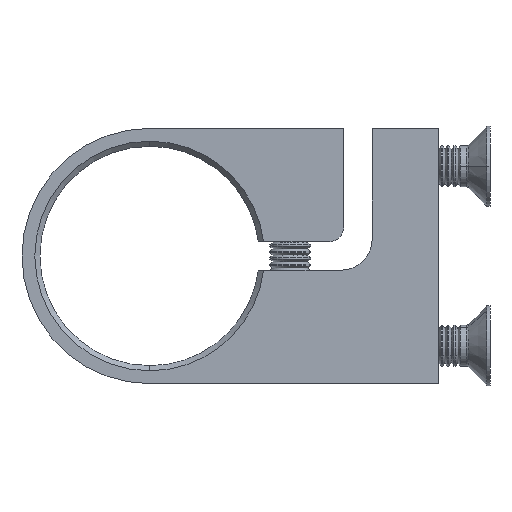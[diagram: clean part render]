
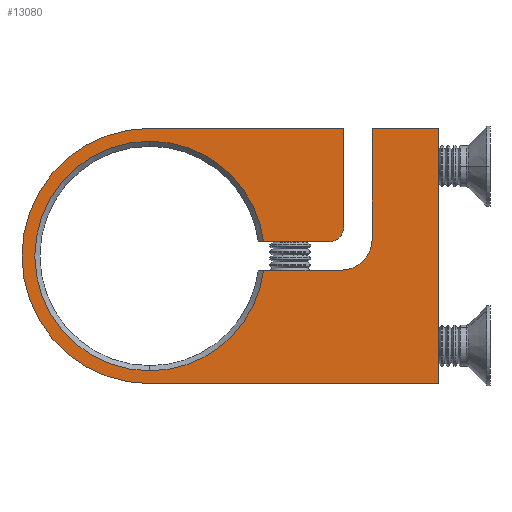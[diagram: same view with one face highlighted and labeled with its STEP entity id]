
A CAD part, left-side view. The second image highlights one B-rep face of the part: STEP entity #13080.
In plain terms, the highlighted planar face has unit normal (-1, 0, 0).
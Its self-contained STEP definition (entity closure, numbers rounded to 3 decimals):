
#18 = VERTEX_POINT ( 'NONE', #7733 ) ;
#488 = DIRECTION ( 'NONE',  ( 0., 0., -1. ) ) ;
#592 = VERTEX_POINT ( 'NONE', #17834 ) ;
#722 = ORIENTED_EDGE ( 'NONE', *, *, #9367, .F. ) ;
#870 = VERTEX_POINT ( 'NONE', #10435 ) ;
#1128 = EDGE_CURVE ( 'NONE', #18, #7526, #10145, .T. ) ;
#1304 = DIRECTION ( 'NONE',  ( 0., 0., -1. ) ) ;
#1576 = EDGE_CURVE ( 'NONE', #10111, #8126, #6401, .T. ) ;
#1668 = EDGE_CURVE ( 'NONE', #13365, #7675, #7445, .T. ) ;
#1727 = DIRECTION ( 'NONE',  ( 0., 0., -1. ) ) ;
#1731 = ORIENTED_EDGE ( 'NONE', *, *, #1128, .T. ) ;
#1976 = CARTESIAN_POINT ( 'NONE',  ( -8., 56.4, 0. ) ) ;
#2286 = ORIENTED_EDGE ( 'NONE', *, *, #5415, .T. ) ;
#2366 = ORIENTED_EDGE ( 'NONE', *, *, #17187, .F. ) ;
#2646 = DIRECTION ( 'NONE',  ( -1., 0., 0. ) ) ;
#2782 = CARTESIAN_POINT ( 'NONE',  ( -8., 56.4, 22.4 ) ) ;
#3300 = LINE ( 'NONE', #9583, #10774 ) ;
#3663 = EDGE_CURVE ( 'NONE', #7526, #592, #20264, .T. ) ;
#3823 = PLANE ( 'NONE',  #6369 ) ;
#3855 = CARTESIAN_POINT ( 'NONE',  ( -8., 56.4, 0. ) ) ;
#4179 = ORIENTED_EDGE ( 'NONE', *, *, #5979, .T. ) ;
#4330 = ORIENTED_EDGE ( 'NONE', *, *, #10470, .T. ) ;
#4380 = CIRCLE ( 'NONE', #20198, 22.4 ) ;
#4601 = CARTESIAN_POINT ( 'NONE',  ( -8., 19., -2.75 ) ) ;
#4901 = CARTESIAN_POINT ( 'NONE',  ( -8., 56.4, 24.9 ) ) ;
#5368 = VECTOR ( 'NONE', #6238, 1000. ) ;
#5415 = EDGE_CURVE ( 'NONE', #9148, #870, #19662, .T. ) ;
#5669 = DIRECTION ( 'NONE',  ( 1., 0., 0. ) ) ;
#5817 = CARTESIAN_POINT ( 'NONE',  ( -8., 35.177, 2.75 ) ) ;
#5921 = CARTESIAN_POINT ( 'NONE',  ( -8., 21.5, 5.75 ) ) ;
#5979 = EDGE_CURVE ( 'NONE', #870, #19747, #4380, .T. ) ;
#6061 = ORIENTED_EDGE ( 'NONE', *, *, #11134, .T. ) ;
#6136 = ORIENTED_EDGE ( 'NONE', *, *, #1668, .F. ) ;
#6238 = DIRECTION ( 'NONE',  ( 0., 1., 0. ) ) ;
#6369 = AXIS2_PLACEMENT_3D ( 'NONE', #14153, #5669, #9091 ) ;
#6401 = CIRCLE ( 'NONE', #20096, 6. ) ;
#6476 = CARTESIAN_POINT ( 'NONE',  ( -8., 34.169, 2.75 ) ) ;
#6680 = CARTESIAN_POINT ( 'NONE',  ( -8., 19., -2.75 ) ) ;
#6681 = EDGE_CURVE ( 'NONE', #19747, #9832, #14259, .T. ) ;
#6703 = DIRECTION ( 'NONE',  ( 1., 0., 0. ) ) ;
#6926 = CARTESIAN_POINT ( 'NONE',  ( -8., 19., 3.25 ) ) ;
#7028 = EDGE_CURVE ( 'NONE', #7831, #592, #3300, .T. ) ;
#7267 = VECTOR ( 'NONE', #9241, 1000. ) ;
#7445 = LINE ( 'NONE', #16615, #17092 ) ;
#7526 = VERTEX_POINT ( 'NONE', #11041 ) ;
#7618 = FACE_OUTER_BOUND ( 'NONE', #18950, .T. ) ;
#7675 = VERTEX_POINT ( 'NONE', #21671 ) ;
#7733 = CARTESIAN_POINT ( 'NONE',  ( -8., 21.5, 2.75 ) ) ;
#7831 = VERTEX_POINT ( 'NONE', #19195 ) ;
#7838 = AXIS2_PLACEMENT_3D ( 'NONE', #8303, #10106, #16611 ) ;
#8126 = VERTEX_POINT ( 'NONE', #6680 ) ;
#8247 = LINE ( 'NONE', #5817, #7267 ) ;
#8248 = VECTOR ( 'NONE', #18525, 1000. ) ;
#8303 = CARTESIAN_POINT ( 'NONE',  ( -8., 56.4, 0. ) ) ;
#8896 = DIRECTION ( 'NONE',  ( 0., 0., -1. ) ) ;
#9091 = DIRECTION ( 'NONE',  ( 0., 0., -1. ) ) ;
#9148 = VERTEX_POINT ( 'NONE', #10191 ) ;
#9241 = DIRECTION ( 'NONE',  ( 0., -1., 0. ) ) ;
#9367 = EDGE_CURVE ( 'NONE', #7675, #14415, #11244, .T. ) ;
#9583 = CARTESIAN_POINT ( 'NONE',  ( -8., 56.4, 24.9 ) ) ;
#9794 = VECTOR ( 'NONE', #12639, 1000. ) ;
#9823 = DIRECTION ( 'NONE',  ( 0., 0., -1. ) ) ;
#9832 = VERTEX_POINT ( 'NONE', #6476 ) ;
#9912 = ORIENTED_EDGE ( 'NONE', *, *, #17015, .F. ) ;
#10106 = DIRECTION ( 'NONE',  ( 1., 0., 0. ) ) ;
#10111 = VERTEX_POINT ( 'NONE', #15672 ) ;
#10145 = CIRCLE ( 'NONE', #10459, 3. ) ;
#10191 = CARTESIAN_POINT ( 'NONE',  ( -8., 34.169, -2.75 ) ) ;
#10435 = CARTESIAN_POINT ( 'NONE',  ( -8., 56.4, -22.4 ) ) ;
#10459 = AXIS2_PLACEMENT_3D ( 'NONE', #5921, #2646, #14622 ) ;
#10470 = EDGE_CURVE ( 'NONE', #9832, #18, #8247, .T. ) ;
#10635 = ORIENTED_EDGE ( 'NONE', *, *, #1576, .T. ) ;
#10774 = VECTOR ( 'NONE', #11706, 1000. ) ;
#10816 = CARTESIAN_POINT ( 'NONE',  ( -8., 13., 24.9 ) ) ;
#11041 = CARTESIAN_POINT ( 'NONE',  ( -8., 18.5, 5.75 ) ) ;
#11134 = EDGE_CURVE ( 'NONE', #8126, #9148, #19313, .T. ) ;
#11244 = LINE ( 'NONE', #16670, #12847 ) ;
#11706 = DIRECTION ( 'NONE',  ( 0., -1., 0. ) ) ;
#11981 = CARTESIAN_POINT ( 'NONE',  ( -8., 13., 24.9 ) ) ;
#12639 = DIRECTION ( 'NONE',  ( 0., 0., 1. ) ) ;
#12847 = VECTOR ( 'NONE', #22016, 1000. ) ;
#13080 = ADVANCED_FACE ( 'NONE', ( #7618 ), #3823, .F. ) ;
#13365 = VERTEX_POINT ( 'NONE', #21655 ) ;
#13615 = LINE ( 'NONE', #4901, #8248 ) ;
#13953 = DIRECTION ( 'NONE',  ( 1., 0., 0. ) ) ;
#14110 = DIRECTION ( 'NONE',  ( 1., 0., 0. ) ) ;
#14153 = CARTESIAN_POINT ( 'NONE',  ( -8., 56.4, 0. ) ) ;
#14259 = CIRCLE ( 'NONE', #7838, 22.4 ) ;
#14415 = VERTEX_POINT ( 'NONE', #17264 ) ;
#14622 = DIRECTION ( 'NONE',  ( 0., 0., 1. ) ) ;
#14799 = ORIENTED_EDGE ( 'NONE', *, *, #3663, .T. ) ;
#15389 = AXIS2_PLACEMENT_3D ( 'NONE', #15583, #18959, #9823 ) ;
#15583 = CARTESIAN_POINT ( 'NONE',  ( -8., 56.4, 0. ) ) ;
#15672 = CARTESIAN_POINT ( 'NONE',  ( -8., 13., 3.25 ) ) ;
#16572 = DIRECTION ( 'NONE',  ( 0., 0., -1. ) ) ;
#16611 = DIRECTION ( 'NONE',  ( 0., 0., -1. ) ) ;
#16615 = CARTESIAN_POINT ( 'NONE',  ( -8., 0., 24.9 ) ) ;
#16635 = VERTEX_POINT ( 'NONE', #10816 ) ;
#16670 = CARTESIAN_POINT ( 'NONE',  ( -8., 0., -24.9 ) ) ;
#17015 = EDGE_CURVE ( 'NONE', #16635, #13365, #13615, .T. ) ;
#17092 = VECTOR ( 'NONE', #1304, 1000. ) ;
#17187 = EDGE_CURVE ( 'NONE', #14415, #7831, #19750, .T. ) ;
#17264 = CARTESIAN_POINT ( 'NONE',  ( -8., 56.4, -24.9 ) ) ;
#17582 = ORIENTED_EDGE ( 'NONE', *, *, #6681, .T. ) ;
#17834 = CARTESIAN_POINT ( 'NONE',  ( -8., 18.5, 24.9 ) ) ;
#18092 = ORIENTED_EDGE ( 'NONE', *, *, #18904, .T. ) ;
#18267 = AXIS2_PLACEMENT_3D ( 'NONE', #1976, #13953, #8896 ) ;
#18525 = DIRECTION ( 'NONE',  ( 0., -1., 0. ) ) ;
#18904 = EDGE_CURVE ( 'NONE', #16635, #10111, #19166, .T. ) ;
#18950 = EDGE_LOOP ( 'NONE', ( #6061, #2286, #4179, #17582, #4330, #1731, #14799, #20188, #2366, #722, #6136, #9912, #18092, #10635 ) ) ;
#18959 = DIRECTION ( 'NONE',  ( 1., 0., 0. ) ) ;
#19166 = LINE ( 'NONE', #11981, #19982 ) ;
#19195 = CARTESIAN_POINT ( 'NONE',  ( -8., 56.4, 24.9 ) ) ;
#19313 = LINE ( 'NONE', #4601, #5368 ) ;
#19662 = CIRCLE ( 'NONE', #15389, 22.4 ) ;
#19747 = VERTEX_POINT ( 'NONE', #2782 ) ;
#19750 = CIRCLE ( 'NONE', #18267, 24.9 ) ;
#19982 = VECTOR ( 'NONE', #1727, 1000. ) ;
#20096 = AXIS2_PLACEMENT_3D ( 'NONE', #6926, #6703, #16572 ) ;
#20188 = ORIENTED_EDGE ( 'NONE', *, *, #7028, .F. ) ;
#20198 = AXIS2_PLACEMENT_3D ( 'NONE', #3855, #14110, #488 ) ;
#20264 = LINE ( 'NONE', #21195, #9794 ) ;
#21195 = CARTESIAN_POINT ( 'NONE',  ( -8., 18.5, 5.75 ) ) ;
#21655 = CARTESIAN_POINT ( 'NONE',  ( -8., 0., 24.9 ) ) ;
#21671 = CARTESIAN_POINT ( 'NONE',  ( -8., 0., -24.9 ) ) ;
#22016 = DIRECTION ( 'NONE',  ( 0., 1., 0. ) ) ;
